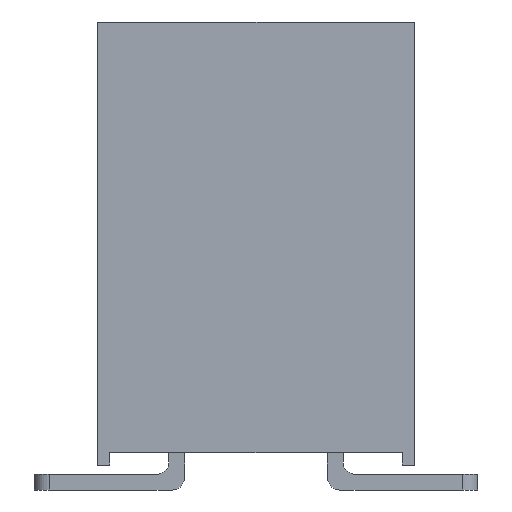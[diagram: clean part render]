
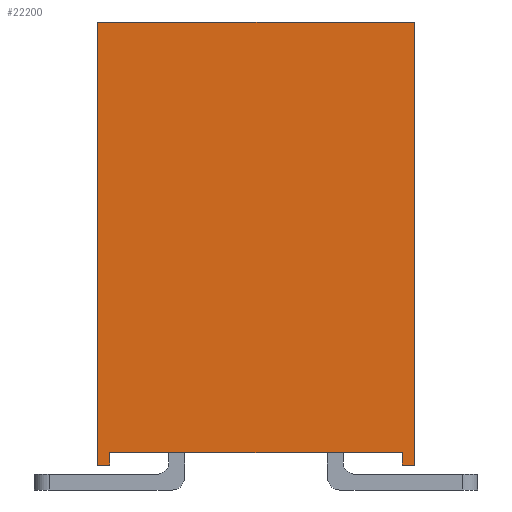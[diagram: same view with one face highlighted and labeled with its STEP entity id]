
A CAD part, left-side view. The second image highlights one B-rep face of the part: STEP entity #22200.
In plain terms, the highlighted planar face has unit normal (-1, 0, 0).
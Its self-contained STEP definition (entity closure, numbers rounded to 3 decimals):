
#307 = ORIENTED_EDGE ( 'NONE', *, *, #6097, .T. ) ;
#744 = LINE ( 'NONE', #17544, #7906 ) ;
#1487 = VERTEX_POINT ( 'NONE', #28323 ) ;
#2209 = CARTESIAN_POINT ( 'NONE',  ( -25.6, 0., 0. ) ) ;
#2556 = VERTEX_POINT ( 'NONE', #12338 ) ;
#4625 = DIRECTION ( 'NONE',  ( 0., 0., 1. ) ) ;
#5185 = DIRECTION ( 'NONE',  ( 0., -1., 0. ) ) ;
#5788 = VECTOR ( 'NONE', #22689, 1000. ) ;
#6097 = EDGE_CURVE ( 'NONE', #9640, #17441, #13976, .T. ) ;
#6606 = VERTEX_POINT ( 'NONE', #34847 ) ;
#7906 = VECTOR ( 'NONE', #5185, 1000. ) ;
#8233 = EDGE_CURVE ( 'NONE', #6606, #9640, #23118, .T. ) ;
#8492 = DIRECTION ( 'NONE',  ( 1., 0., 0. ) ) ;
#9179 = DIRECTION ( 'NONE',  ( 0., 1., 0. ) ) ;
#9196 = ORIENTED_EDGE ( 'NONE', *, *, #22612, .F. ) ;
#9640 = VERTEX_POINT ( 'NONE', #28011 ) ;
#10236 = CARTESIAN_POINT ( 'NONE',  ( -25.6, 2.34, -0.2 ) ) ;
#10683 = DIRECTION ( 'NONE',  ( 0., -1., 0. ) ) ;
#11728 = VECTOR ( 'NONE', #9179, 1000. ) ;
#12338 = CARTESIAN_POINT ( 'NONE',  ( -25.6, -2.34, 0.2 ) ) ;
#12507 = EDGE_CURVE ( 'NONE', #6606, #37202, #29592, .T. ) ;
#12547 = CARTESIAN_POINT ( 'NONE',  ( -25.6, 2.34, 0.2 ) ) ;
#13975 = DIRECTION ( 'NONE',  ( 0., -1., 0. ) ) ;
#13976 = LINE ( 'NONE', #10236, #5788 ) ;
#13990 = VERTEX_POINT ( 'NONE', #31344 ) ;
#14472 = VECTOR ( 'NONE', #4625, 1000. ) ;
#15015 = ORIENTED_EDGE ( 'NONE', *, *, #12507, .F. ) ;
#16437 = CARTESIAN_POINT ( 'NONE',  ( -25.6, 2.54, 7.1 ) ) ;
#16731 = VECTOR ( 'NONE', #37751, 1000. ) ;
#17361 = LINE ( 'NONE', #20197, #14472 ) ;
#17441 = VERTEX_POINT ( 'NONE', #12547 ) ;
#17502 = DIRECTION ( 'NONE',  ( 0., 0., -1. ) ) ;
#17544 = CARTESIAN_POINT ( 'NONE',  ( -25.6, 0., 7.1 ) ) ;
#19961 = CARTESIAN_POINT ( 'NONE',  ( -25.6, 0., 0. ) ) ;
#20135 = VECTOR ( 'NONE', #13975, 1000. ) ;
#20197 = CARTESIAN_POINT ( 'NONE',  ( -25.6, -2.34, 7.1 ) ) ;
#20650 = EDGE_LOOP ( 'NONE', ( #30090, #31685, #30211, #9196, #15015, #30893, #307, #28970 ) ) ;
#22200 = ADVANCED_FACE ( 'NONE', ( #24254 ), #30212, .F. ) ;
#22612 = EDGE_CURVE ( 'NONE', #37202, #36954, #744, .T. ) ;
#22646 = EDGE_CURVE ( 'NONE', #2556, #17441, #27012, .T. ) ;
#22689 = DIRECTION ( 'NONE',  ( 0., 0., 1. ) ) ;
#23118 = LINE ( 'NONE', #19961, #37923 ) ;
#24237 = EDGE_CURVE ( 'NONE', #13990, #36954, #26826, .T. ) ;
#24254 = FACE_OUTER_BOUND ( 'NONE', #20650, .T. ) ;
#25464 = CARTESIAN_POINT ( 'NONE',  ( -25.6, -2.54, 7.1 ) ) ;
#26826 = LINE ( 'NONE', #34861, #36346 ) ;
#27012 = LINE ( 'NONE', #29997, #11728 ) ;
#28011 = CARTESIAN_POINT ( 'NONE',  ( -25.6, 2.34, 0. ) ) ;
#28134 = EDGE_CURVE ( 'NONE', #1487, #2556, #17361, .T. ) ;
#28323 = CARTESIAN_POINT ( 'NONE',  ( -25.6, -2.34, 0. ) ) ;
#28686 = LINE ( 'NONE', #2209, #20135 ) ;
#28970 = ORIENTED_EDGE ( 'NONE', *, *, #22646, .F. ) ;
#29592 = LINE ( 'NONE', #16437, #16731 ) ;
#29997 = CARTESIAN_POINT ( 'NONE',  ( -25.6, -2.34, 0.2 ) ) ;
#30022 = AXIS2_PLACEMENT_3D ( 'NONE', #32655, #8492, #17502 ) ;
#30090 = ORIENTED_EDGE ( 'NONE', *, *, #28134, .F. ) ;
#30211 = ORIENTED_EDGE ( 'NONE', *, *, #24237, .T. ) ;
#30212 = PLANE ( 'NONE',  #30022 ) ;
#30893 = ORIENTED_EDGE ( 'NONE', *, *, #8233, .T. ) ;
#31344 = CARTESIAN_POINT ( 'NONE',  ( -25.6, -2.54, 0. ) ) ;
#31685 = ORIENTED_EDGE ( 'NONE', *, *, #37159, .T. ) ;
#32655 = CARTESIAN_POINT ( 'NONE',  ( -25.6, 2.54, 7.1 ) ) ;
#34847 = CARTESIAN_POINT ( 'NONE',  ( -25.6, 2.54, 0. ) ) ;
#34861 = CARTESIAN_POINT ( 'NONE',  ( -25.6, -2.54, 7.1 ) ) ;
#35383 = DIRECTION ( 'NONE',  ( 0., 0., 1. ) ) ;
#36346 = VECTOR ( 'NONE', #35383, 1000. ) ;
#36954 = VERTEX_POINT ( 'NONE', #25464 ) ;
#37159 = EDGE_CURVE ( 'NONE', #1487, #13990, #28686, .T. ) ;
#37202 = VERTEX_POINT ( 'NONE', #38906 ) ;
#37751 = DIRECTION ( 'NONE',  ( 0., 0., 1. ) ) ;
#37923 = VECTOR ( 'NONE', #10683, 1000. ) ;
#38906 = CARTESIAN_POINT ( 'NONE',  ( -25.6, 2.54, 7.1 ) ) ;
